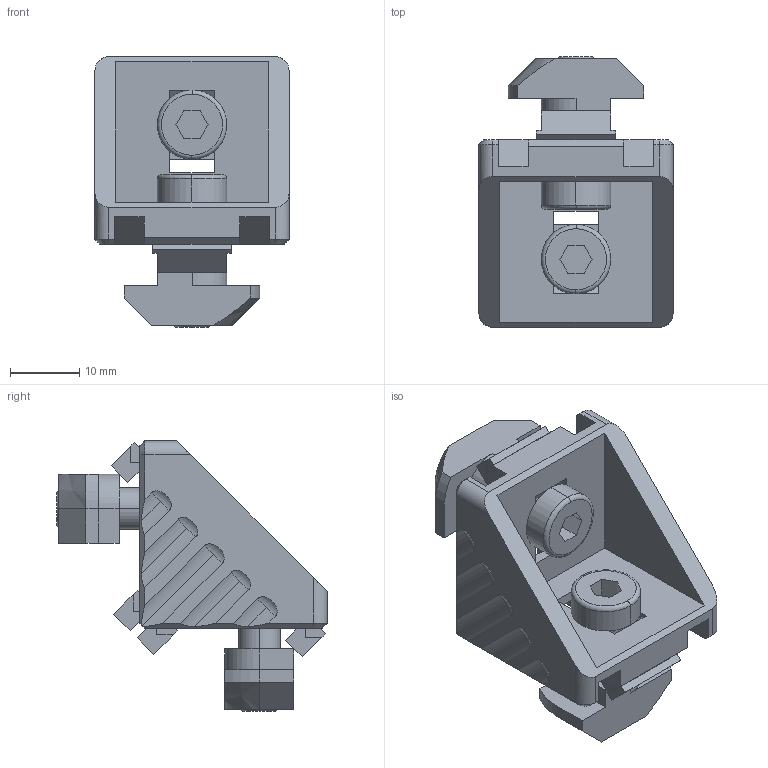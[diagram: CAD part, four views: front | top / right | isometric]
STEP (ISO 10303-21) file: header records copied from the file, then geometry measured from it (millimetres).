
FILE_DESCRIPTION(('STEP AP203'),'1');
FILE_NAME('cctmp_7B250756-5098-4B7E-AE5E-FDBCA7640B4A_2025_06_19_07_52_54_0140_23988..stp','2025-06-19T13:52:54',('KiM GmbH'),('CADClick - www.CADClick.com'),'Spatial InterOp 3D',' ','unknown authorization');
FILE_SCHEMA(('CONFIG_CONTROL_DESIGN'));
Length unit declared in the file: millimetre
Products named in the file (9): 1; 2; 3; 4; 5; 6; 7; 8; 9
Bounding box: 28 x 39 x 39 mm (x, y, z)
Volume: 12033 mm3; surface area: 8853.9 mm2
Topology: 9 solids, 9 shells, 272 faces, 707 edges, 466 vertices
Faces by surface type: plane 198, cylinder 48, torus 14, cone 12
Entity records: 9094 total; most frequent: CARTESIAN_POINT 1917, ORIENTED_EDGE 1414, DIRECTION 1383, EDGE_CURVE 707, LINE 565, VECTOR 565, VERTEX_POINT 466, AXIS2_PLACEMENT_3D 409
